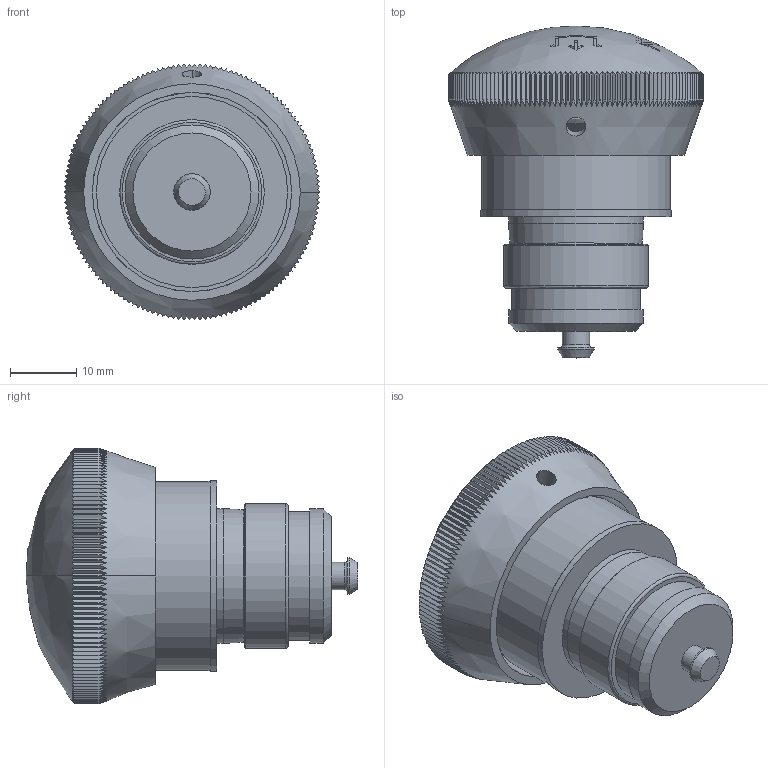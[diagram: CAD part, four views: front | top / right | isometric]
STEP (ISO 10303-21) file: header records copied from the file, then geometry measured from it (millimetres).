
FILE_DESCRIPTION (( 'STEP AP214' ), '1' );
FILE_NAME ('EDRR40.STEP', '2021-01-19T14:39:20', ( '' ), ( '' ), 'SwSTEP 2.0', 'SolidWorks 2019', '' );
FILE_SCHEMA (( 'AUTOMOTIVE_DESIGN' ));
Length unit declared in the file: inch
Products named in the file (1): EDRR40
Bounding box: 38.5 x 50.03 x 38.49 mm (x, y, z)
Volume: 25843.3 mm3; surface area: 9124.6 mm2
Topology: 1 solids, 2 shells, 533 faces, 1535 edges, 1020 vertices
Faces by surface type: plane 343, cylinder 168, cone 7, sphere 6, bspline 6, torus 3
Full cylindrical faces by diameter (mm): 4.1 x1, 5.5 x1, 19.437 x1, 20 x1, 20.2 x1, 20.3 x1, 21.43 x1, 21.8 x1, 28.5 x1, 28.8 x1
Entity records: 19485 total; most frequent: CARTESIAN_POINT 5587, ORIENTED_EDGE 3016, DIRECTION 2908, EDGE_CURVE 1508, AXIS2_PLACEMENT_3D 1211, VERTEX_POINT 1015, CIRCLE 683, EDGE_LOOP 571
